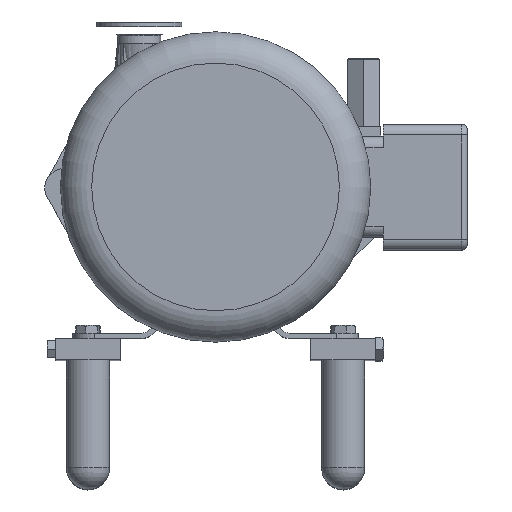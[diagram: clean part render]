
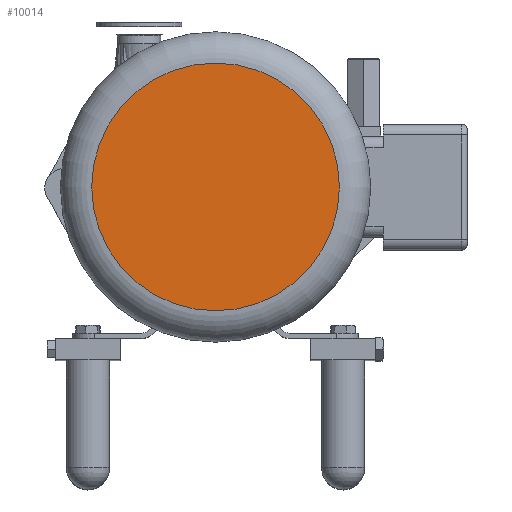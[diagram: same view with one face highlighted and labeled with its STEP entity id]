
A CAD part, top view. The second image highlights one B-rep face of the part: STEP entity #10014.
In plain terms, the highlighted planar face has unit normal (0, 0, 1).
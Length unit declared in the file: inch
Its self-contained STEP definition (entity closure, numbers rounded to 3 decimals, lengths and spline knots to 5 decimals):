
#2222=PLANE('',#10911);
#2735=FACE_OUTER_BOUND('',#3306,.T.);
#3306=EDGE_LOOP('',(#8886,#8887));
#3721=CIRCLE('',#10912,2.869);
#3722=CIRCLE('',#10913,2.869);
#4761=VERTEX_POINT('',#17673);
#4762=VERTEX_POINT('',#17674);
#6170=EDGE_CURVE('',#4761,#4762,#3721,.T.);
#6171=EDGE_CURVE('',#4762,#4761,#3722,.T.);
#8886=ORIENTED_EDGE('',*,*,#6170,.F.);
#8887=ORIENTED_EDGE('',*,*,#6171,.F.);
#10014=ADVANCED_FACE('',(#2735),#2222,.T.);
#10911=AXIS2_PLACEMENT_3D('',#17672,#13362,#13363);
#10912=AXIS2_PLACEMENT_3D('',#17675,#13364,#13365);
#10913=AXIS2_PLACEMENT_3D('',#17676,#13366,#13367);
#13362=DIRECTION('center_axis',(0.,0.,
1.));
#13363=DIRECTION('ref_axis',(0.,1.,0.));
#13364=DIRECTION('center_axis',(0.,0.,
-1.));
#13365=DIRECTION('ref_axis',(1.,0.,0.));
#13366=DIRECTION('center_axis',(0.,0.,
-1.));
#13367=DIRECTION('ref_axis',(1.,0.,0.));
#17672=CARTESIAN_POINT('Origin',(-3.595,0.,14.66787));
#17673=CARTESIAN_POINT('',(-2.869,0.,14.66787));
#17674=CARTESIAN_POINT('',(0.,2.869,14.66787));
#17675=CARTESIAN_POINT('Origin',(0.,0.,14.66787));
#17676=CARTESIAN_POINT('Origin',(0.,0.,14.66787));
